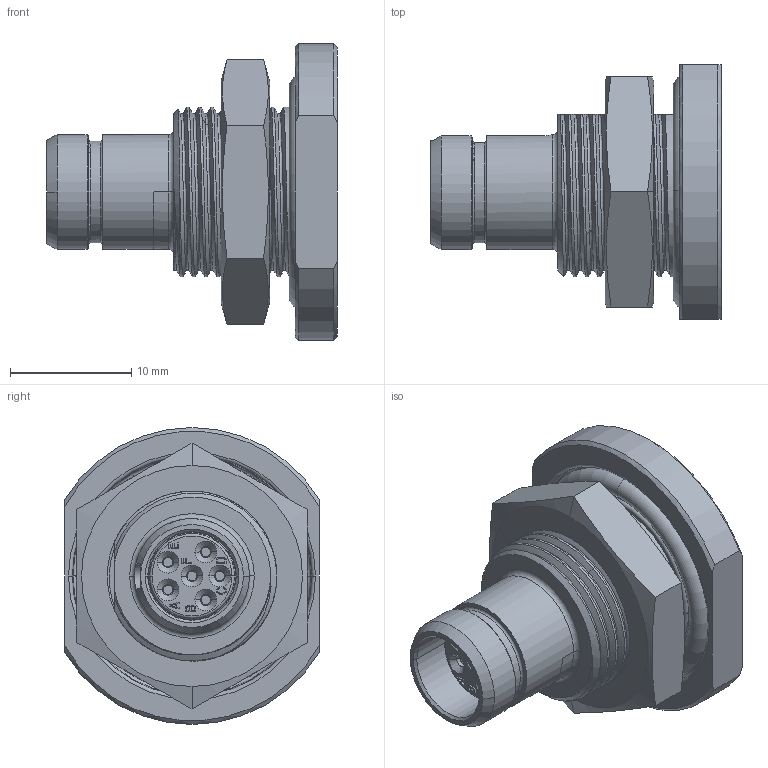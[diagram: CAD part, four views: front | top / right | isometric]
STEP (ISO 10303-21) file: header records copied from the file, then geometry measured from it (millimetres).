
FILE_DESCRIPTION((''),'2;1');
FILE_NAME('1332EV006FZ','2024-07-25T13:15:41',('paultorloting'),('NET AG system integration'),'CREO PARAMETRIC BY PTC INC, 2021404','CREO PARAMETRIC BY PTC INC, 2021404','');
FILE_SCHEMA(('AUTOMOTIVE_DESIGN { 1 0 10303 214 1 1 1 1 }'));
Length unit declared in the file: millimetre
Products named in the file (1): 1332EV006FZ
Bounding box: 24 x 21 x 24.5 mm (x, y, z)
Volume: 3454.9 mm3; surface area: 4267.9 mm2
Topology: 1 solids, 1 shells, 525 faces, 1285 edges, 817 vertices
Faces by surface type: plane 250, cylinder 121, cone 67, torus 54, bspline 33
Entity records: 22306 total; most frequent: CARTESIAN_POINT 8759, ORIENTED_EDGE 2570, DIRECTION 2454, EDGE_CURVE 1285, AXIS2_PLACEMENT_3D 879, VERTEX_POINT 817, VECTOR 693, LINE 693
